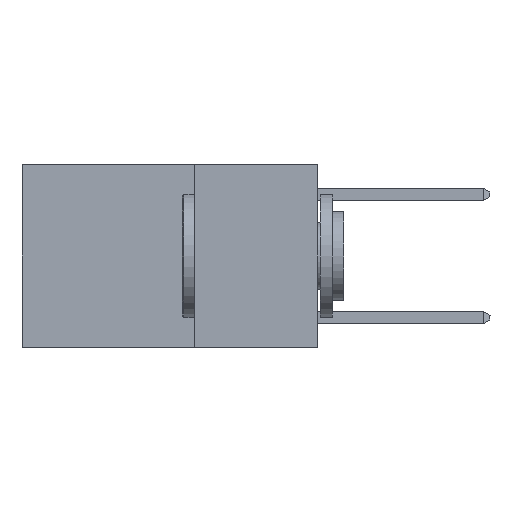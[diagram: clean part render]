
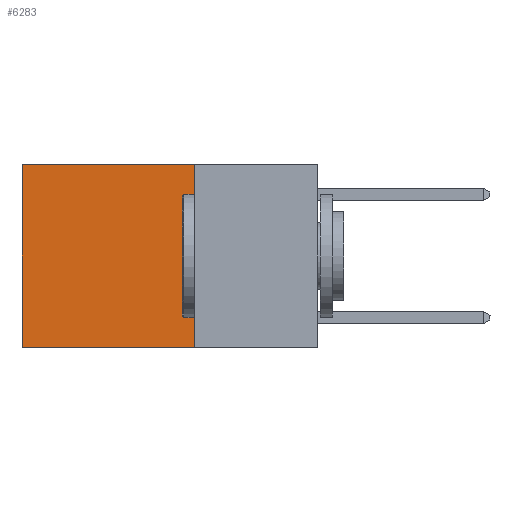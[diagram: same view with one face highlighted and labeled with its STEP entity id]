
A CAD part, left-side view. The second image highlights one B-rep face of the part: STEP entity #6283.
In plain terms, the highlighted planar face has unit normal (-1, 0, 0).
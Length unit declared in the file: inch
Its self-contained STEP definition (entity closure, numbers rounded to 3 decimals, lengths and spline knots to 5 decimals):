
#130 = FACE_OUTER_BOUND ( 'NONE', #12609, .T. ) ;
#377 = EDGE_CURVE ( 'NONE', #5777, #9398, #11926, .T. ) ;
#726 = DIRECTION ( 'NONE',  ( 0., 0., -1. ) ) ;
#1675 = CARTESIAN_POINT ( 'NONE',  ( 0.2625, 0.25, 0. ) ) ;
#3238 = LINE ( 'NONE', #8747, #5263 ) ;
#3324 = DIRECTION ( 'NONE',  ( 0., 1., 0. ) ) ;
#3333 = CARTESIAN_POINT ( 'NONE',  ( 0.2625, 0.25, 0. ) ) ;
#4319 = DIRECTION ( 'NONE',  ( 0., 0., -1. ) ) ;
#4652 = DIRECTION ( 'NONE',  ( 1., 0., 0. ) ) ;
#4720 = VECTOR ( 'NONE', #3324, 39.37008 ) ;
#4962 = EDGE_CURVE ( 'NONE', #8452, #14603, #3238, .T. ) ;
#5263 = VECTOR ( 'NONE', #7314, 39.37008 ) ;
#5640 = EDGE_CURVE ( 'NONE', #8452, #5777, #12452, .T. ) ;
#5777 = VERTEX_POINT ( 'NONE', #15867 ) ;
#5843 = CARTESIAN_POINT ( 'NONE',  ( 0.2625, 0.6, 0. ) ) ;
#6283 = ADVANCED_FACE ( 'NONE', ( #130 ), #15939, .F. ) ;
#7314 = DIRECTION ( 'NONE',  ( 0., 1., 0. ) ) ;
#8452 = VERTEX_POINT ( 'NONE', #1675 ) ;
#8747 = CARTESIAN_POINT ( 'NONE',  ( 0.2625, 0.25, 0. ) ) ;
#9112 = DIRECTION ( 'NONE',  ( 0., 0., -1. ) ) ;
#9398 = VERTEX_POINT ( 'NONE', #15067 ) ;
#9902 = CARTESIAN_POINT ( 'NONE',  ( 0.2625, 0.6, 0. ) ) ;
#10077 = ORIENTED_EDGE ( 'NONE', *, *, #5640, .F. ) ;
#11926 = LINE ( 'NONE', #16201, #4720 ) ;
#12452 = LINE ( 'NONE', #13612, #17621 ) ;
#12609 = EDGE_LOOP ( 'NONE', ( #12771, #14720, #10077, #18505 ) ) ;
#12771 = ORIENTED_EDGE ( 'NONE', *, *, #18634, .T. ) ;
#13612 = CARTESIAN_POINT ( 'NONE',  ( 0.2625, 0.25, 0. ) ) ;
#14603 = VERTEX_POINT ( 'NONE', #5843 ) ;
#14720 = ORIENTED_EDGE ( 'NONE', *, *, #377, .F. ) ;
#14804 = VECTOR ( 'NONE', #4319, 39.37008 ) ;
#15067 = CARTESIAN_POINT ( 'NONE',  ( 0.2625, 0.6, -0.37 ) ) ;
#15776 = LINE ( 'NONE', #9902, #14804 ) ;
#15867 = CARTESIAN_POINT ( 'NONE',  ( 0.2625, 0.25, -0.37 ) ) ;
#15939 = PLANE ( 'NONE',  #16757 ) ;
#16201 = CARTESIAN_POINT ( 'NONE',  ( 0.2625, 0.25, -0.37 ) ) ;
#16757 = AXIS2_PLACEMENT_3D ( 'NONE', #3333, #4652, #9112 ) ;
#17621 = VECTOR ( 'NONE', #726, 39.37008 ) ;
#18505 = ORIENTED_EDGE ( 'NONE', *, *, #4962, .T. ) ;
#18634 = EDGE_CURVE ( 'NONE', #14603, #9398, #15776, .T. ) ;
